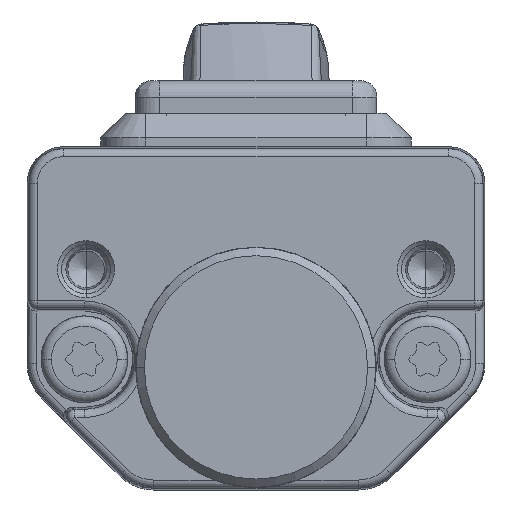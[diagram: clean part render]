
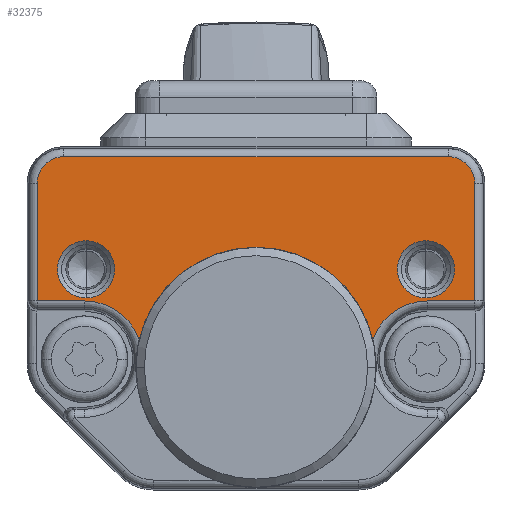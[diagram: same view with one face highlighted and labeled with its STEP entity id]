
A CAD part, left-side view. The second image highlights one B-rep face of the part: STEP entity #32375.
In plain terms, the highlighted face is planar.
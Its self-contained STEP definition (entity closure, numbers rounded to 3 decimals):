
#29070=CARTESIAN_POINT('',(13.,8.,10.5));
#29071=DIRECTION('',(-1.,0.,0.));
#29072=DIRECTION('',(0.,1.,0.));
#29073=AXIS2_PLACEMENT_3D('',#29070,#29071,#29072);
#29075=DIRECTION('',(0.,0.,-1.));
#29076=VECTOR('',#29075,2.891);
#29077=CARTESIAN_POINT('',(13.,11.564,13.391));
#29078=LINE('',#29077,#29076);
#29079=DIRECTION('',(0.,-1.,0.));
#29080=VECTOR('',#29079,7.186);
#29081=CARTESIAN_POINT('',(13.,18.75,13.391));
#29082=LINE('',#29081,#29080);
#29083=CARTESIAN_POINT('',(13.,18.75,11.75));
#29084=DIRECTION('',(1.,0.,0.));
#29085=DIRECTION('',(0.,1.,0.));
#29086=AXIS2_PLACEMENT_3D('',#29083,#29084,#29085);
#29088=DIRECTION('',(0.,0.,1.));
#29089=VECTOR('',#29088,23.5);
#29090=CARTESIAN_POINT('',(13.,20.391,-11.75));
#29091=LINE('',#29090,#29089);
#29092=CARTESIAN_POINT('',(13.,18.75,-11.75));
#29093=DIRECTION('',(1.,0.,0.));
#29094=DIRECTION('',(0.,0.,-1.));
#29095=AXIS2_PLACEMENT_3D('',#29092,#29093,#29094);
#29097=DIRECTION('',(0.,1.,0.));
#29098=VECTOR('',#29097,7.186);
#29099=CARTESIAN_POINT('',(13.,11.564,-13.391));
#29100=LINE('',#29099,#29098);
#29101=DIRECTION('',(0.,0.,-1.));
#29102=VECTOR('',#29101,2.891);
#29103=CARTESIAN_POINT('',(13.,11.564,-10.5));
#29104=LINE('',#29103,#29102);
#29105=CARTESIAN_POINT('',(13.,8.,-10.5));
#29106=DIRECTION('',(-1.,0.,0.));
#29107=DIRECTION('',(0.,0.34,0.941));
#29108=AXIS2_PLACEMENT_3D('',#29105,#29106,#29107);
#29110=CARTESIAN_POINT('',(13.,7.5,0.));
#29111=DIRECTION('',(1.,0.,0.));
#29112=DIRECTION('',(0.,0.233,-0.973));
#29113=AXIS2_PLACEMENT_3D('',#29110,#29111,#29112);
#29169=CARTESIAN_POINT('',(13.,13.5,-10.392));
#29170=DIRECTION('',(-1.,0.,0.));
#29171=DIRECTION('',(0.,1.,0.));
#29172=AXIS2_PLACEMENT_3D('',#29169,#29170,#29171);
#29174=CARTESIAN_POINT('',(13.,13.5,-10.392));
#29175=DIRECTION('',(-1.,0.,0.));
#29176=DIRECTION('',(0.,-1.,0.));
#29177=AXIS2_PLACEMENT_3D('',#29174,#29175,#29176);
#29179=CARTESIAN_POINT('',(13.,13.5,10.392));
#29180=DIRECTION('',(-1.,0.,0.));
#29181=DIRECTION('',(0.,1.,0.));
#29182=AXIS2_PLACEMENT_3D('',#29179,#29180,#29181);
#29184=CARTESIAN_POINT('',(13.,13.5,10.392));
#29185=DIRECTION('',(-1.,0.,0.));
#29186=DIRECTION('',(0.,-1.,0.));
#29187=AXIS2_PLACEMENT_3D('',#29184,#29185,#29186);
#29826=CARTESIAN_POINT('',(13.,20.391,11.75));
#29827=CARTESIAN_POINT('',(13.,18.75,13.391));
#29828=VERTEX_POINT('',#29826);
#29829=VERTEX_POINT('',#29827);
#29834=CARTESIAN_POINT('',(13.,20.391,-11.75));
#29835=VERTEX_POINT('',#29834);
#29838=CARTESIAN_POINT('',(13.,18.75,-13.391));
#29839=VERTEX_POINT('',#29838);
#29874=CARTESIAN_POINT('',(13.,11.564,10.5));
#29875=CARTESIAN_POINT('',(13.,9.21,7.148));
#29876=VERTEX_POINT('',#29874);
#29877=VERTEX_POINT('',#29875);
#29906=CARTESIAN_POINT('',(13.,11.564,13.391));
#29907=VERTEX_POINT('',#29906);
#29916=CARTESIAN_POINT('',(13.,9.21,-7.148));
#29917=CARTESIAN_POINT('',(13.,11.564,-10.5));
#29918=VERTEX_POINT('',#29916);
#29919=VERTEX_POINT('',#29917);
#29948=CARTESIAN_POINT('',(13.,11.564,-13.391));
#29949=VERTEX_POINT('',#29948);
#30148=CARTESIAN_POINT('',(13.,15.25,-10.392));
#30149=CARTESIAN_POINT('',(13.,11.75,-10.392));
#30150=VERTEX_POINT('',#30148);
#30151=VERTEX_POINT('',#30149);
#30152=CARTESIAN_POINT('',(13.,15.25,10.392));
#30153=CARTESIAN_POINT('',(13.,11.75,10.392));
#30154=VERTEX_POINT('',#30152);
#30155=VERTEX_POINT('',#30153);
#32336=CARTESIAN_POINT('',(13.,0.,0.));
#32337=DIRECTION('',(1.,0.,0.));
#32338=DIRECTION('',(0.,0.,-1.));
#32339=AXIS2_PLACEMENT_3D('',#32336,#32337,#32338);
#32340=PLANE('',#32339);
#32342=ORIENTED_EDGE('',*,*,#32341,.F.);
#32344=ORIENTED_EDGE('',*,*,#32343,.F.);
#32346=ORIENTED_EDGE('',*,*,#32345,.F.);
#32348=ORIENTED_EDGE('',*,*,#32347,.F.);
#32350=ORIENTED_EDGE('',*,*,#32349,.F.);
#32352=ORIENTED_EDGE('',*,*,#32351,.F.);
#32354=ORIENTED_EDGE('',*,*,#32353,.F.);
#32356=ORIENTED_EDGE('',*,*,#32355,.F.);
#32358=ORIENTED_EDGE('',*,*,#32357,.F.);
#32360=ORIENTED_EDGE('',*,*,#32359,.T.);
#32361=EDGE_LOOP('',(#32342,#32344,#32346,#32348,#32350,#32352,#32354,#32356,
#32358,#32360));
#32362=FACE_OUTER_BOUND('',#32361,.F.);
#32364=ORIENTED_EDGE('',*,*,#32363,.F.);
#32366=ORIENTED_EDGE('',*,*,#32365,.F.);
#32367=EDGE_LOOP('',(#32364,#32366));
#32368=FACE_BOUND('',#32367,.F.);
#32370=ORIENTED_EDGE('',*,*,#32369,.F.);
#32372=ORIENTED_EDGE('',*,*,#32371,.F.);
#32373=EDGE_LOOP('',(#32370,#32372));
#32374=FACE_BOUND('',#32373,.F.);
#32375=ADVANCED_FACE('',(#32362,#32368,#32374),#32340,.T.);
#29074=CIRCLE('',#29073,3.564);
#29087=CIRCLE('',#29086,1.641);
#29096=CIRCLE('',#29095,1.641);
#29109=CIRCLE('',#29108,3.564);
#29114=CIRCLE('',#29113,7.35);
#29173=CIRCLE('',#29172,1.75);
#29178=CIRCLE('',#29177,1.75);
#29183=CIRCLE('',#29182,1.75);
#29188=CIRCLE('',#29187,1.75);
#32341=EDGE_CURVE('',#29876,#29877,#29074,.T.);
#32343=EDGE_CURVE('',#29907,#29876,#29078,.T.);
#32345=EDGE_CURVE('',#29829,#29907,#29082,.T.);
#32347=EDGE_CURVE('',#29828,#29829,#29087,.T.);
#32349=EDGE_CURVE('',#29835,#29828,#29091,.T.);
#32351=EDGE_CURVE('',#29839,#29835,#29096,.T.);
#32353=EDGE_CURVE('',#29949,#29839,#29100,.T.);
#32355=EDGE_CURVE('',#29919,#29949,#29104,.T.);
#32357=EDGE_CURVE('',#29918,#29919,#29109,.T.);
#32359=EDGE_CURVE('',#29918,#29877,#29114,.T.);
#32363=EDGE_CURVE('',#30150,#30151,#29173,.T.);
#32365=EDGE_CURVE('',#30151,#30150,#29178,.T.);
#32369=EDGE_CURVE('',#30154,#30155,#29183,.T.);
#32371=EDGE_CURVE('',#30155,#30154,#29188,.T.);
